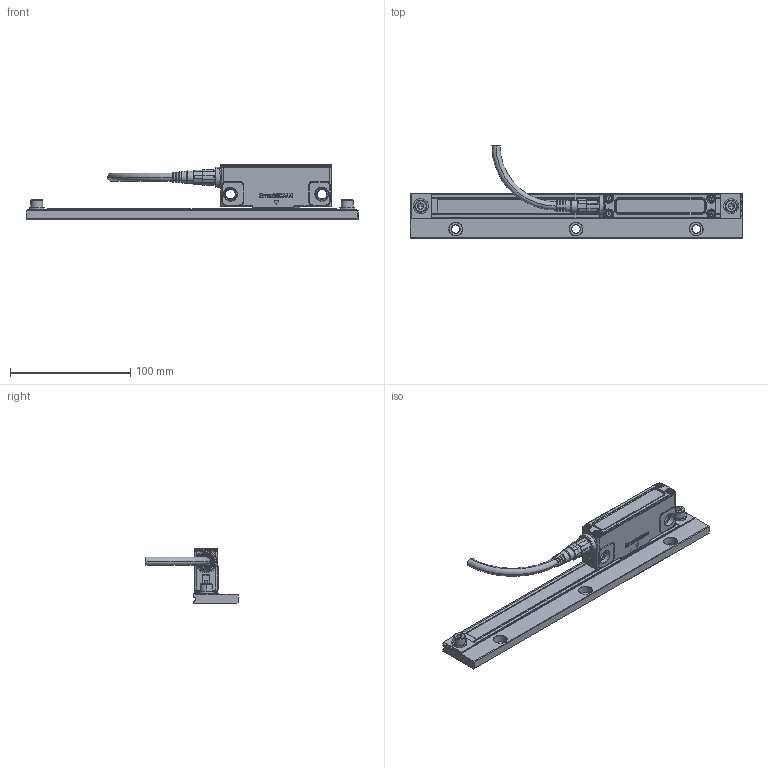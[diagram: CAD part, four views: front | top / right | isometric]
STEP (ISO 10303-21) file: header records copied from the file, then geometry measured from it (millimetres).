
FILE_DESCRIPTION(('CATIA V5 STEP','CAx-IF Rec.Pracs.--- Model Styling and Organization---1.4--- 2014-01-23'),'2;1');
FILE_NAME('SQ47-014R.stp','2021-01-22T08:21:51+00:00',('none'),('none'),'CATIA Version 5-6 Release 2017 SP5','CATIA V5 STEP AP214','none');
FILE_SCHEMA(('AUTOMOTIVE_DESIGN { 1 0 10303 214 1 1 1 1 }'));
Products named in the file (3): SQ47-014R; Head_ASSY_R; Scale base 140
Assembly tree (2 placements, depth 2):
  SQ47-014R
    Head_ASSY_R
    Scale base 140
Bounding box: 276 x 76.5 x 46.38 mm (x, y, z)
Volume: 151157.5 mm3; surface area: 55634 mm2
Topology: 2 solids, 23 shells, 2215 faces, 5814 edges, 3687 vertices
Faces by surface type: plane 669, cylinder 565, cone 416, bspline 372, torus 181, sphere 12
Entity records: 82675 total; most frequent: CARTESIAN_POINT 34689, ORIENTED_EDGE 11580, DIRECTION 6858, EDGE_CURVE 5790, VERTEX_POINT 3687, AXIS2_PLACEMENT_3D 3250, EDGE_LOOP 2365, VECTOR 2337
